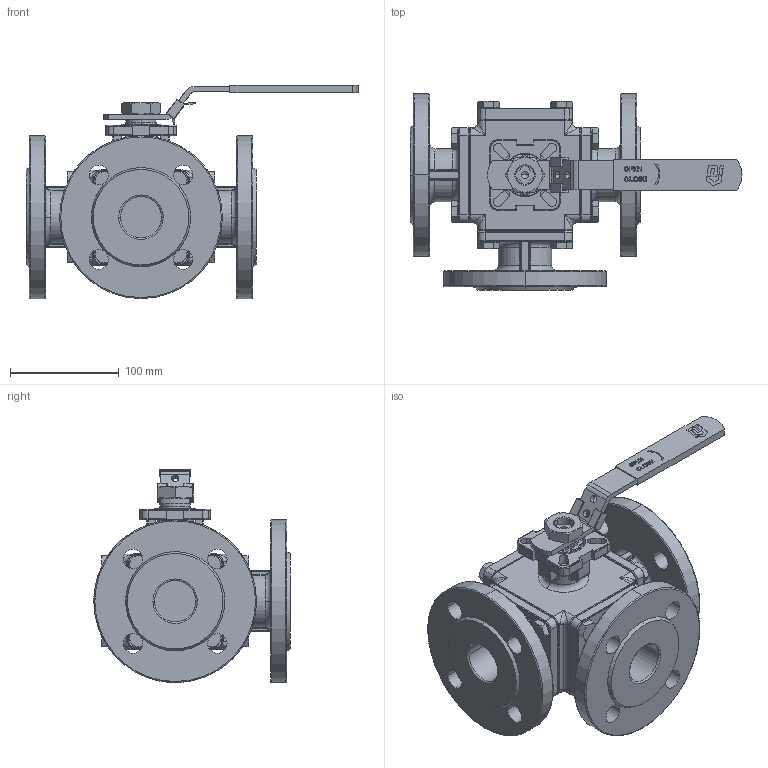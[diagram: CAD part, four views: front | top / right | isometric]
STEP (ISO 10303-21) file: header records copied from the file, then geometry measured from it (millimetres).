
FILE_DESCRIPTION(('HOOPS Exchange Step'),'2;1');
FILE_NAME('FK0800_PN16_DN40.stp','2025-08-25T09:48:14+02:00',('nieru'),('Unknown organisation'),'HOOPS Exchange 2024.2','HOOPS Exchange','Unknown authorisation');
FILE_SCHEMA( ('AP203_CONFIGURATION_CONTROLLED_3D_DESIGN_OF_MECHANICAL_PARTS_AND_ASSEMBLIES_MIM_LF') );
Length unit declared in the file: millimetre
Products named in the file (2): 0; root
Assembly tree (1 placements, depth 2):
  root
    0
Bounding box: 306 x 181 x 196.5 mm (x, y, z)
Volume: 2187836.4 mm3; surface area: 279397.6 mm2
Topology: 1 solids, 1 shells, 2065 faces, 5609 edges, 3501 vertices
Faces by surface type: plane 744, cylinder 701, bspline 257, cone 213, torus 118, sphere 32
Entity records: 81240 total; most frequent: CARTESIAN_POINT 31860, ORIENTED_EDGE 11118, DIRECTION 8957, EDGE_CURVE 5559, VERTEX_POINT 3500, AXIS2_PLACEMENT_3D 3227, VECTOR 2503, LINE 2503
